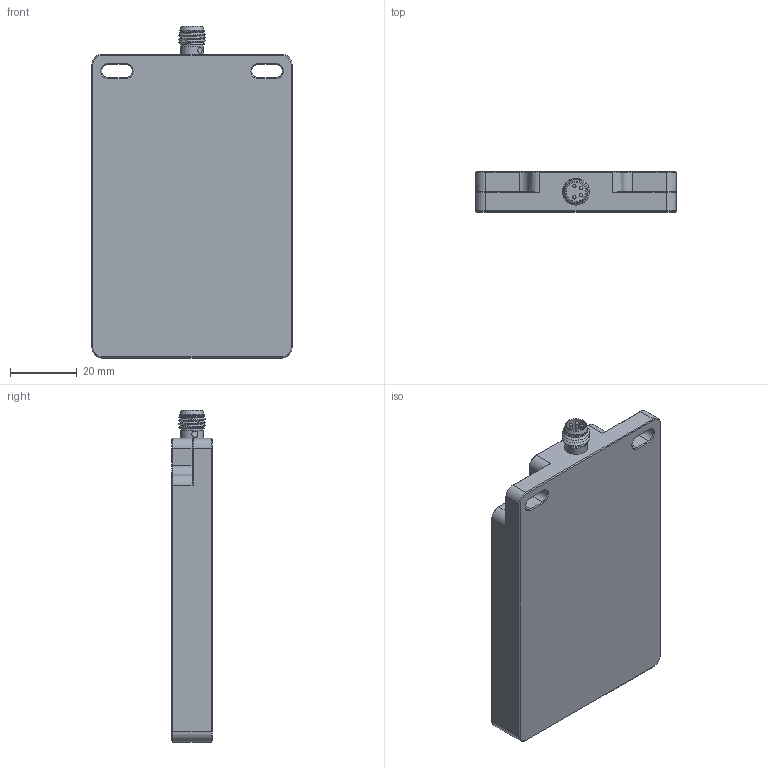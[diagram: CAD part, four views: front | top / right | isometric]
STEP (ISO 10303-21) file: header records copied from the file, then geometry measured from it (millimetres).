
FILE_DESCRIPTION (( 'STEP AP214' ), '1' );
FILE_NAME ('BLH-050-050-LL4.STEP', '2020-05-15T06:24:02', ( '' ), ( '' ), 'SwSTEP 2.0', 'SolidWorks 2019', '' );
FILE_SCHEMA (( 'AUTOMOTIVE_DESIGN' ));
Length unit declared in the file: millimetre
Products named in the file (4): BLH-050-050-70-30-001; BLH-050-050-LL4; BLH-050-050-70-30-002; 09-3415-41-04_01
Assembly tree (3 placements, depth 2):
  BLH-050-050-LL4
    BLH-050-050-70-30-001
    BLH-050-050-70-30-002
    09-3415-41-04_01
Bounding box: 60 x 12 x 99.5 mm (x, y, z)
Volume: 60721.2 mm3; surface area: 25810.4 mm2
Topology: 3 solids, 3 shells, 195 faces, 473 edges, 301 vertices
Faces by surface type: plane 82, cylinder 71, cone 23, bspline 11, torus 8
Full cylindrical faces by diameter (mm): 0.8 x4, 1 x8, 2 x2, 5 x1, 5.6 x1, 5.7 x1, 5.8 x3, 5.81 x1, 5.811 x1, 6.4 x1, 6.6 x2, 6.9 x1, 7.2 x1
Entity records: 7953 total; most frequent: CARTESIAN_POINT 2450, DIRECTION 858, ORIENTED_EDGE 840, EDGE_CURVE 420, AXIS2_PLACEMENT_3D 346, VERTEX_POINT 286, EDGE_LOOP 254, FACE_OUTER_BOUND 222
